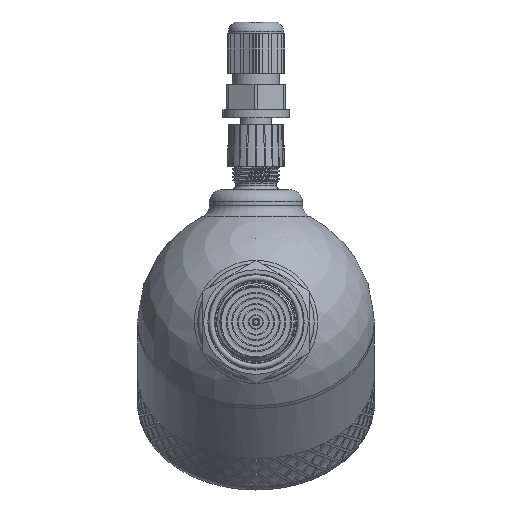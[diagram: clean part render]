
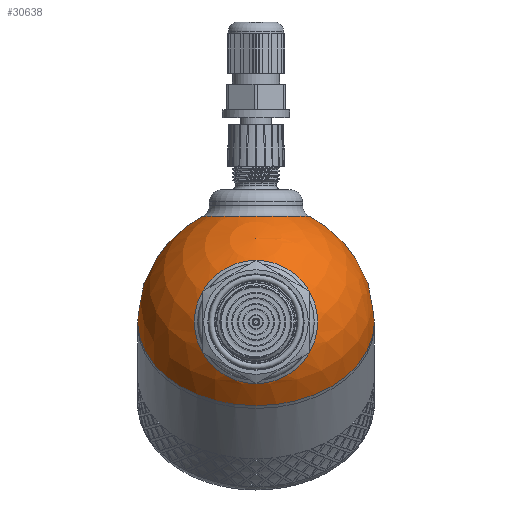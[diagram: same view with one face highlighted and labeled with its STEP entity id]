
A CAD part, left-side view. The second image highlights one B-rep face of the part: STEP entity #30638.
In plain terms, the highlighted spherical face has radius 30 mm.
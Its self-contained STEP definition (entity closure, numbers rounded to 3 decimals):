
#43=SPHERICAL_SURFACE('',#31938,30.);
#474=FACE_BOUND('',#10476,.T.);
#475=FACE_BOUND('',#10477,.T.);
#8400=FACE_OUTER_BOUND('',#10475,.T.);
#10475=EDGE_LOOP('',(#26609,#26610,#26611,#26612));
#10476=EDGE_LOOP('',(#26613));
#10477=EDGE_LOOP('',(#26614));
#11238=CIRCLE('',#31935,15.643);
#11241=CIRCLE('',#31939,30.);
#11242=CIRCLE('',#31940,30.);
#11243=CIRCLE('',#31941,30.);
#11244=CIRCLE('',#31942,13.5);
#14016=VERTEX_POINT('',#67134);
#14018=VERTEX_POINT('',#67140);
#14019=VERTEX_POINT('',#67141);
#14020=VERTEX_POINT('',#67143);
#14021=VERTEX_POINT('',#67146);
#18331=EDGE_CURVE('',#14016,#14016,#11238,.T.);
#18334=EDGE_CURVE('',#14018,#14019,#11241,.T.);
#18335=EDGE_CURVE('',#14018,#14020,#11242,.T.);
#18336=EDGE_CURVE('',#14019,#14018,#11243,.T.);
#18337=EDGE_CURVE('',#14021,#14021,#11244,.T.);
#26609=ORIENTED_EDGE('',*,*,#18334,.F.);
#26610=ORIENTED_EDGE('',*,*,#18335,.T.);
#26611=ORIENTED_EDGE('',*,*,#18335,.F.);
#26612=ORIENTED_EDGE('',*,*,#18336,.F.);
#26613=ORIENTED_EDGE('',*,*,#18331,.F.);
#26614=ORIENTED_EDGE('',*,*,#18337,.F.);
#30638=ADVANCED_FACE('',(#8400,#474,#475),#43,.T.);
#31935=AXIS2_PLACEMENT_3D('',#67135,#34995,#34996);
#31938=AXIS2_PLACEMENT_3D('',#67139,#35001,#35002);
#31939=AXIS2_PLACEMENT_3D('',#67142,#35003,#35004);
#31940=AXIS2_PLACEMENT_3D('',#67144,#35005,#35006);
#31941=AXIS2_PLACEMENT_3D('',#67145,#35007,#35008);
#31942=AXIS2_PLACEMENT_3D('',#67147,#35009,#35010);
#34995=DIRECTION('center_axis',(-0.707,0.,0.707));
#34996=DIRECTION('ref_axis',(0.707,0.,0.707));
#35001=DIRECTION('center_axis',(1.,0.,0.));
#35002=DIRECTION('ref_axis',(0.,-1.,0.));
#35003=DIRECTION('center_axis',(1.,0.,0.));
#35004=DIRECTION('ref_axis',(0.,1.,0.));
#35005=DIRECTION('center_axis',(0.,0.,1.));
#35006=DIRECTION('ref_axis',(0.,1.,0.));
#35007=DIRECTION('center_axis',(1.,0.,0.));
#35008=DIRECTION('ref_axis',(0.,1.,0.));
#35009=DIRECTION('center_axis',(-0.707,0.,-0.707));
#35010=DIRECTION('ref_axis',(-0.707,0.,0.707));
#67134=CARTESIAN_POINT('',(-29.162,0.,7.04));
#67135=CARTESIAN_POINT('Origin',(-18.101,0.,18.101));
#67139=CARTESIAN_POINT('Origin',(0.,0.,0.));
#67140=CARTESIAN_POINT('',(0.,30.,0.));
#67141=CARTESIAN_POINT('',(0.,-30.,0.));
#67142=CARTESIAN_POINT('Origin',(0.,0.,0.));
#67143=CARTESIAN_POINT('',(-30.,0.,0.));
#67144=CARTESIAN_POINT('Origin',(0.,0.,0.));
#67145=CARTESIAN_POINT('Origin',(0.,0.,0.));
#67146=CARTESIAN_POINT('',(-9.398,0.,-28.49));
#67147=CARTESIAN_POINT('Origin',(-18.944,0.,-18.944));
